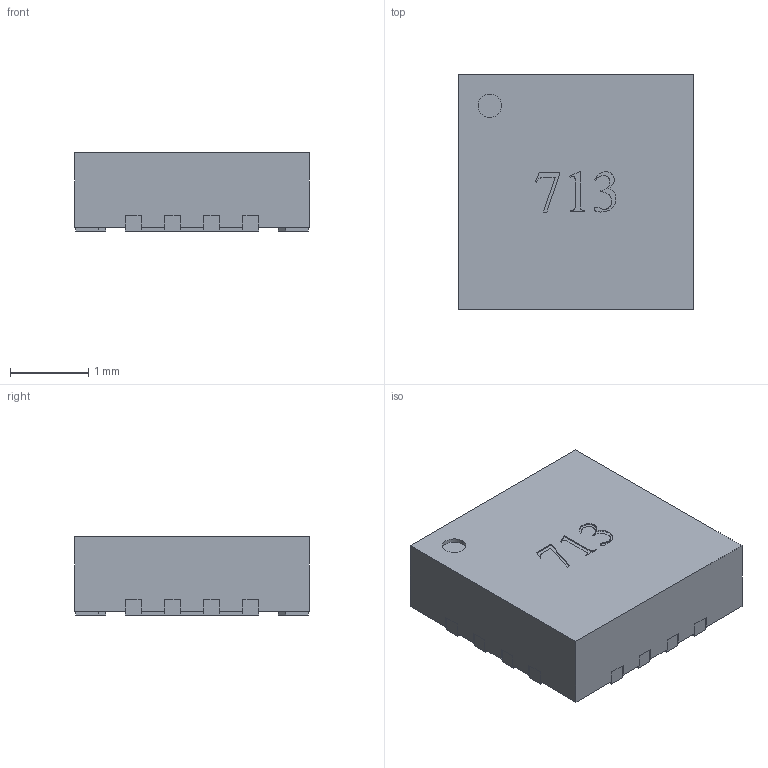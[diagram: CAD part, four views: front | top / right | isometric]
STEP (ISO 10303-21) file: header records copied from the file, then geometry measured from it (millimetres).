
FILE_DESCRIPTION (( 'STEP AP214' ), '1' );
FILE_NAME ('User Library-HMC713LP3.STEP', '2018-01-13T15:37:08', ( '' ), ( '' ), 'SwSTEP 2.0', 'SolidWorks 2018', '' );
FILE_SCHEMA (( 'AUTOMOTIVE_DESIGN' ));
Length unit declared in the file: millimetre
Products named in the file (1): User Library-HMC713LP3
Bounding box: 3 x 3 x 1 mm (x, y, z)
Volume: 8.7 mm3; surface area: 30.8 mm2
Topology: 1 solids, 1 shells, 198 faces, 541 edges, 350 vertices
Faces by surface type: plane 170, bspline 26, cylinder 2
Entity records: 8573 total; most frequent: CARTESIAN_POINT 2244, ORIENTED_EDGE 1082, DIRECTION 839, EDGE_CURVE 541, LINE 485, VECTOR 485, VERTEX_POINT 350, EDGE_LOOP 203
